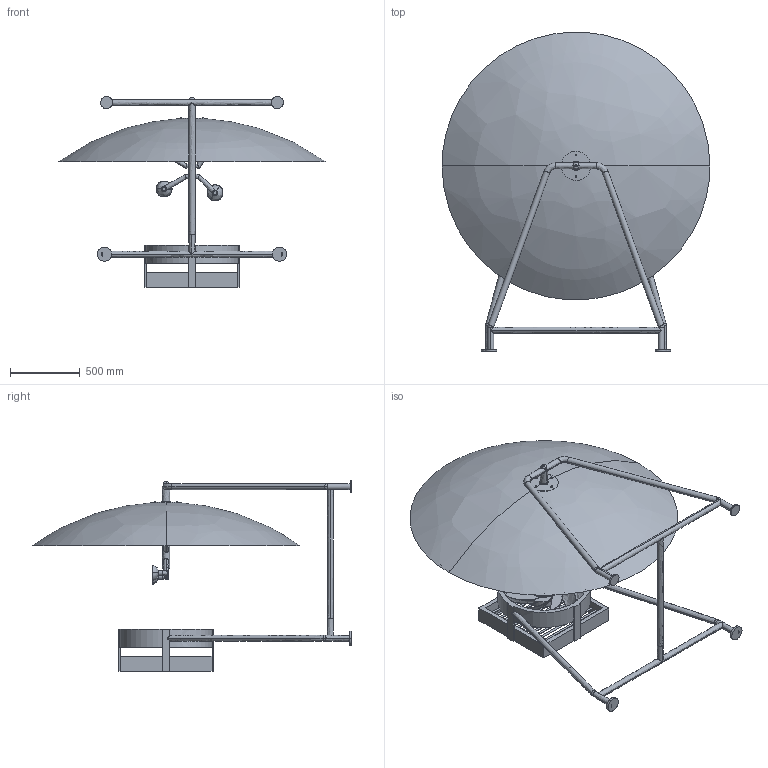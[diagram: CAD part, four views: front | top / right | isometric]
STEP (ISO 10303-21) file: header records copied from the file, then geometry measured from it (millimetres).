
FILE_DESCRIPTION(('FreeCAD Model'),'2;1');
FILE_NAME('Open CASCADE Shape Model','2025-05-05T08:06:41',('FreeCAD'),( 'FreeCAD'),'Open CASCADE STEP processor 7.6','FreeCAD','Unknown');
FILE_SCHEMA(('AUTOMOTIVE_DESIGN { 1 0 10303 214 1 1 1 1 }'));
Products named in the file (1): Open CASCADE STEP translator 7.6 1
Bounding box: 1925.99 x 2296.68 x 1371.58 mm (x, y, z)
Volume: 72780923.3 mm3; surface area: 10903394.4 mm2
Topology: 14 solids, 15 shells, 830 faces, 2070 edges, 1277 vertices
Faces by surface type: bspline 830
Entity records: 48246 total; most frequent: CARTESIAN_POINT 36420, ORIENTED_EDGE 4104, EDGE_CURVE 2052, B_SPLINE_CURVE_WITH_KNOTS 1303, VERTEX_POINT 1277, FACE_BOUND 921, EDGE_LOOP 921, ADVANCED_FACE 830
